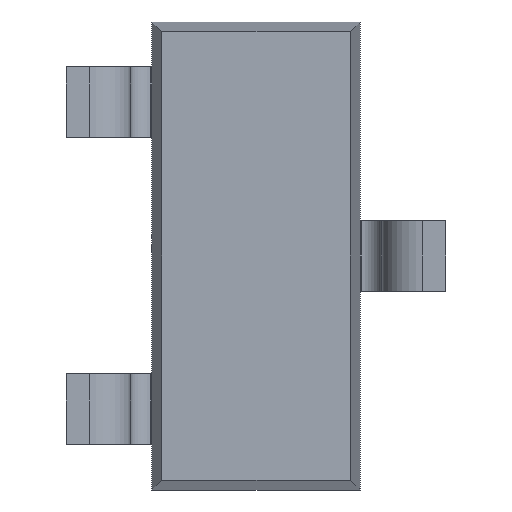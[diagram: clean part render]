
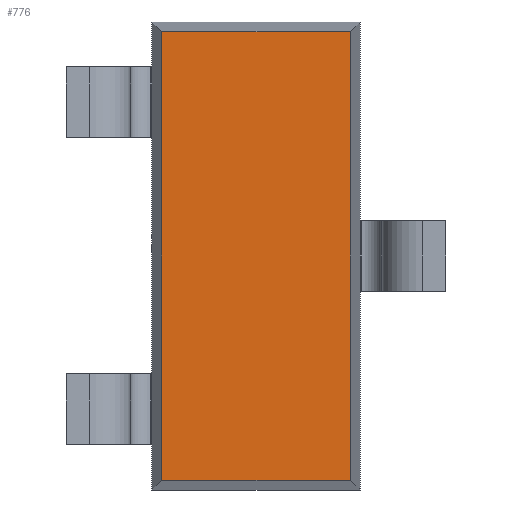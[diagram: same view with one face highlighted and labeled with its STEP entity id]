
A CAD part, front view. The second image highlights one B-rep face of the part: STEP entity #776.
In plain terms, the highlighted planar face has unit normal (0, -1, 0).
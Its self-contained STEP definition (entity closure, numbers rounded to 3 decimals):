
#61 = VECTOR ( 'NONE', #173, 1000. ) ;
#76 = DIRECTION ( 'NONE',  ( 1., 0., 0. ) ) ;
#116 = LINE ( 'NONE', #659, #913 ) ;
#152 = EDGE_CURVE ( 'NONE', #831, #1448, #1558, .T. ) ;
#173 = DIRECTION ( 'NONE',  ( -1., 0., 0. ) ) ;
#233 = AXIS2_PLACEMENT_3D ( 'NONE', #1675, #1563, #901 ) ;
#242 = EDGE_CURVE ( 'NONE', #484, #831, #116, .T. ) ;
#295 = DIRECTION ( 'NONE',  ( 0., 0., 1. ) ) ;
#306 = ORIENTED_EDGE ( 'NONE', *, *, #832, .T. ) ;
#357 = PLANE ( 'NONE',  #233 ) ;
#395 = DIRECTION ( 'NONE',  ( 0., 0., -1. ) ) ;
#484 = VERTEX_POINT ( 'NONE', #917 ) ;
#488 = VECTOR ( 'NONE', #295, 1000. ) ;
#524 = FACE_OUTER_BOUND ( 'NONE', #1500, .T. ) ;
#547 = ORIENTED_EDGE ( 'NONE', *, *, #152, .T. ) ;
#570 = CARTESIAN_POINT ( 'NONE',  ( -0.588, 0.1, -1.398 ) ) ;
#631 = CARTESIAN_POINT ( 'NONE',  ( -0.65, 0.1, -1.398 ) ) ;
#655 = EDGE_CURVE ( 'NONE', #1299, #484, #1212, .T. ) ;
#659 = CARTESIAN_POINT ( 'NONE',  ( -0.588, 0.1, 1.46 ) ) ;
#675 = CARTESIAN_POINT ( 'NONE',  ( 0.65, 0.1, 1.398 ) ) ;
#707 = LINE ( 'NONE', #1342, #488 ) ;
#776 = ADVANCED_FACE ( 'NONE', ( #524 ), #357, .T. ) ;
#826 = ORIENTED_EDGE ( 'NONE', *, *, #242, .T. ) ;
#831 = VERTEX_POINT ( 'NONE', #570 ) ;
#832 = EDGE_CURVE ( 'NONE', #1448, #1299, #707, .T. ) ;
#901 = DIRECTION ( 'NONE',  ( 0., 0., -1. ) ) ;
#913 = VECTOR ( 'NONE', #395, 1000. ) ;
#917 = CARTESIAN_POINT ( 'NONE',  ( -0.588, 0.1, 1.398 ) ) ;
#1067 = VECTOR ( 'NONE', #76, 1000. ) ;
#1109 = CARTESIAN_POINT ( 'NONE',  ( 0.588, 0.1, -1.398 ) ) ;
#1156 = CARTESIAN_POINT ( 'NONE',  ( 0.588, 0.1, 1.398 ) ) ;
#1212 = LINE ( 'NONE', #675, #61 ) ;
#1299 = VERTEX_POINT ( 'NONE', #1156 ) ;
#1342 = CARTESIAN_POINT ( 'NONE',  ( 0.588, 0.1, -1.46 ) ) ;
#1448 = VERTEX_POINT ( 'NONE', #1109 ) ;
#1500 = EDGE_LOOP ( 'NONE', ( #547, #306, #1602, #826 ) ) ;
#1558 = LINE ( 'NONE', #631, #1067 ) ;
#1563 = DIRECTION ( 'NONE',  ( 0., -1., 0. ) ) ;
#1602 = ORIENTED_EDGE ( 'NONE', *, *, #655, .T. ) ;
#1675 = CARTESIAN_POINT ( 'NONE',  ( 0., 0.1, 0. ) ) ;
